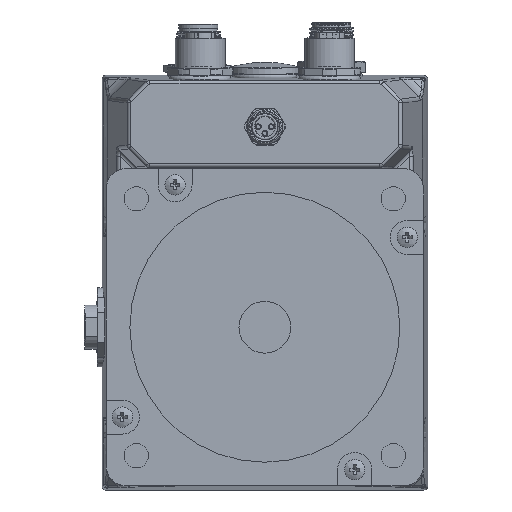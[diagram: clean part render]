
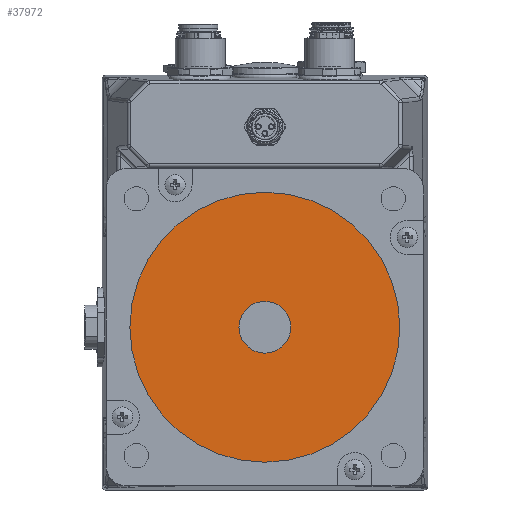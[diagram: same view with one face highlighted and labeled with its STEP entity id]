
A CAD part, front view. The second image highlights one B-rep face of the part: STEP entity #37972.
In plain terms, the highlighted planar face has unit normal (0, -1, 0).
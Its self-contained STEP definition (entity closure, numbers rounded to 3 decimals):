
#749=FACE_BOUND('',#12721,.T.);
#1140=PLANE('',#40714);
#10523=FACE_OUTER_BOUND('',#12720,.T.);
#12720=EDGE_LOOP('',(#29043));
#12721=EDGE_LOOP('',(#29044));
#14865=CIRCLE('',#40699,7.);
#14874=CIRCLE('',#40715,36.513);
#17621=VERTEX_POINT('',#63686);
#17646=VERTEX_POINT('',#63746);
#21826=EDGE_CURVE('',#17621,#17621,#14865,.T.);
#21853=EDGE_CURVE('',#17646,#17646,#14874,.T.);
#29043=ORIENTED_EDGE('',*,*,#21853,.F.);
#29044=ORIENTED_EDGE('',*,*,#21826,.T.);
#37972=ADVANCED_FACE('',(#10523,#749),#1140,.F.);
#40699=AXIS2_PLACEMENT_3D('',#63688,#46562,#46563);
#40714=AXIS2_PLACEMENT_3D('',#63745,#46610,#46611);
#40715=AXIS2_PLACEMENT_3D('',#63747,#46612,#46613);
#46562=DIRECTION('center_axis',(0.,1.,0.));
#46563=DIRECTION('ref_axis',(0.,0.,
1.));
#46610=DIRECTION('center_axis',(0.,1.,0.));
#46611=DIRECTION('ref_axis',(0.,0.,
-1.));
#46612=DIRECTION('center_axis',(0.,1.,0.));
#46613=DIRECTION('ref_axis',(0.,0.,
-1.));
#63686=CARTESIAN_POINT('',(0.,-168.,36.91));
#63688=CARTESIAN_POINT('Origin',(0.,-168.,43.91));
#63745=CARTESIAN_POINT('Origin',(0.,-168.,43.91));
#63746=CARTESIAN_POINT('',(0.,-168.,80.423));
#63747=CARTESIAN_POINT('Origin',(0.,-168.,43.91));
